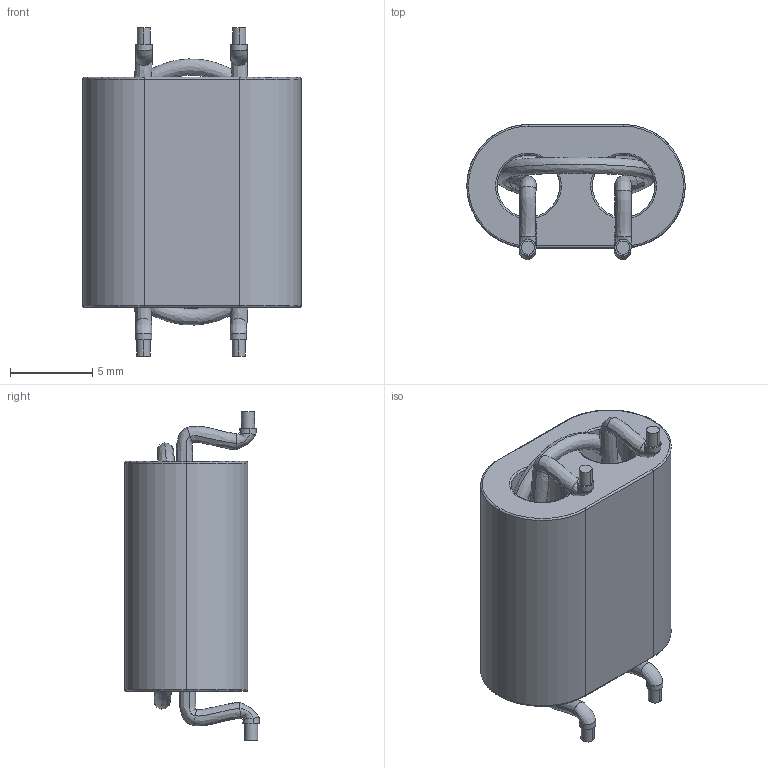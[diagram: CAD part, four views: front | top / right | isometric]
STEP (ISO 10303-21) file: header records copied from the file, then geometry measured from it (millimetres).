
FILE_DESCRIPTION (( 'STEP AP214' ), '1' );
FILE_NAME ('User Library-BN-73-202 transfomer.STEP', '2023-02-18T14:13:20', ( '' ), ( '' ), 'SwSTEP 2.0', 'SolidWorks 2022', '' );
FILE_SCHEMA (( 'AUTOMOTIVE_DESIGN' ));
Length unit declared in the file: millimetre
Products named in the file (3): ±äÑ¹Æ÷Ïß; User Library-BN-73-202 transfomer; BN 73-202
Assembly tree (3 placements, depth 2):
  User Library-BN-73-202 transfomer
    BN 73-202
    ±äÑ¹Æ÷Ïß  x2
Bounding box: 13.3 x 8.2 x 19.99 mm (x, y, z)
Volume: 984.5 mm3; surface area: 1258.4 mm2
Topology: 5 solids, 5 shells, 83 faces, 163 edges, 92 vertices
Faces by surface type: bspline 50, cylinder 19, plane 14
Entity records: 3954 total; most frequent: CARTESIAN_POINT 2269, ORIENTED_EDGE 226, DIRECTION 161, EDGE_CURVE 113, AXIS2_PLACEMENT_3D 70, UNCERTAINTY_MEASURE_WITH_UNIT 64, VERTEX_POINT 64, MECHANICAL_DESIGN_GEOMETRIC_PRESENTATION_REPRESENTATION 61
